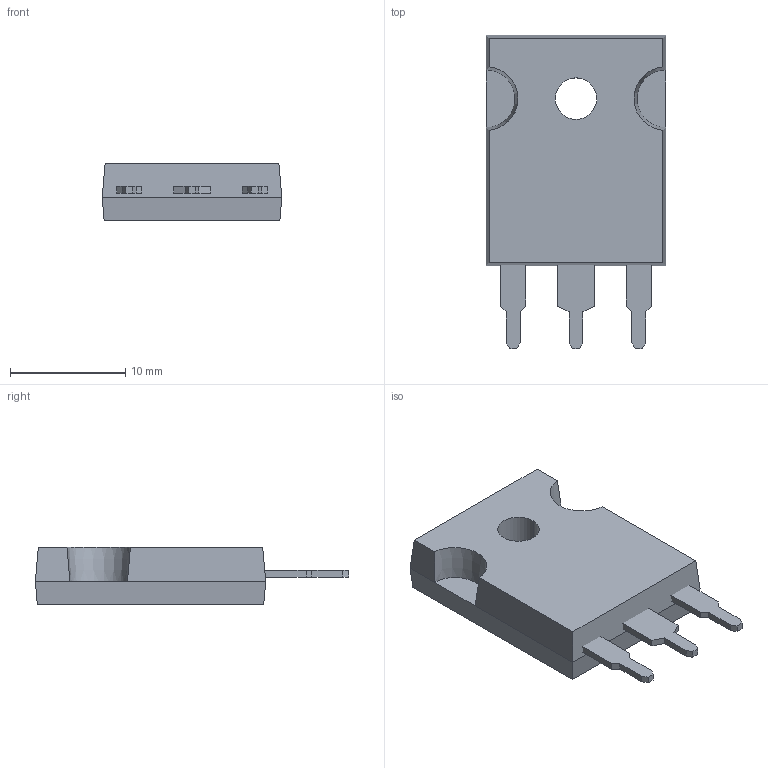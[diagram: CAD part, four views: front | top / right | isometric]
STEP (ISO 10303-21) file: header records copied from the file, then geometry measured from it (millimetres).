
FILE_DESCRIPTION (( 'STEP AP214' ), '1' );
FILE_NAME ('TO-247AC.step', '2020-10-19T11:51:58+00:00', 'Stefan Hamminga', '', '', '', '');
FILE_SCHEMA (( 'AUTOMOTIVE_DESIGN' ));
Length unit declared in the file: millimetre
Products named in the file (1): TO-247AC
Bounding box: 15.6 x 27.2 x 5 mm (x, y, z)
Volume: 1433.3 mm3; surface area: 1116.3 mm2
Topology: 4 solids, 4 shells, 55 faces, 134 edges, 88 vertices
Faces by surface type: plane 51, cylinder 2, cone 2
Entity records: 1664 total; most frequent: CARTESIAN_POINT 290, ORIENTED_EDGE 268, DIRECTION 250, EDGE_CURVE 134, LINE 122, VECTOR 122, VERTEX_POINT 88, AXIS2_PLACEMENT_3D 64
